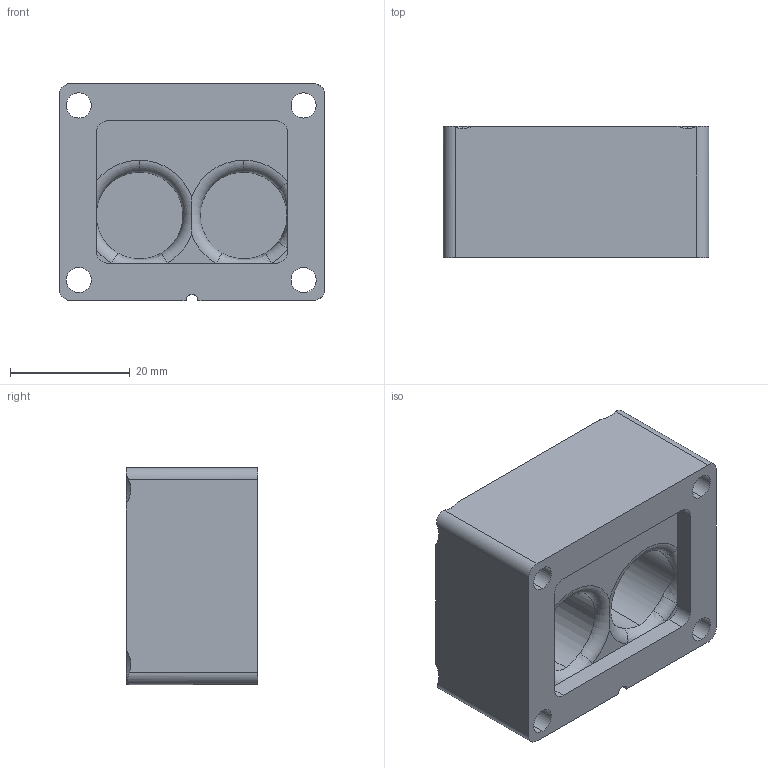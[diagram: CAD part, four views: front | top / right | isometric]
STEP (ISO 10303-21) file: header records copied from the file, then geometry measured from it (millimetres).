
FILE_DESCRIPTION (( 'STEP AP203' ), '1' );
FILE_NAME ('ADR1399_UP.STEP', '2022-01-25T11:17:26', ( '' ), ( '' ), 'SwSTEP 2.0', 'SolidWorks 2021', '' );
FILE_SCHEMA (( 'CONFIG_CONTROL_DESIGN' ));
Length unit declared in the file: millimetre
Products named in the file (1): ADR1399_UP
Bounding box: 44.45 x 22 x 36.32 mm (x, y, z)
Volume: 26747.5 mm3; surface area: 9339.8 mm2
Topology: 1 solids, 1 shells, 60 faces, 167 edges, 106 vertices
Faces by surface type: cylinder 22, plane 21, cone 8, torus 6, bspline 3
Entity records: 2389 total; most frequent: CARTESIAN_POINT 760, ORIENTED_EDGE 334, DIRECTION 329, EDGE_CURVE 167, AXIS2_PLACEMENT_3D 131, VERTEX_POINT 106, CIRCLE 73, LINE 67
